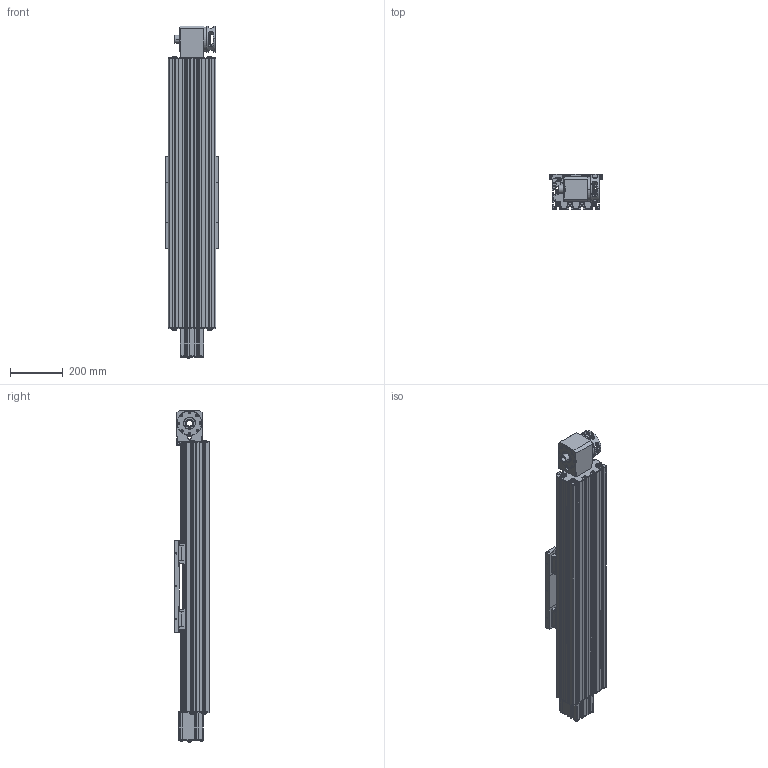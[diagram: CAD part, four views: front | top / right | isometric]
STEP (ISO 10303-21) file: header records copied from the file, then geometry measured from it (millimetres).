
FILE_DESCRIPTION (( 'STEP AP203' ), '1' );
FILE_NAME ('814.HHL.XXXX.STEP', '2016-12-12T14:48:35', ( 'Utente' ), ( '' ), 'SwSTEP 2.0', 'SolidWorks 2016', '' );
FILE_SCHEMA (( 'CONFIG_CONTROL_DESIGN' ));
Length unit declared in the file: millimetre
Products named in the file (1): 814.HHL.XXXX
Bounding box: 200 x 135 x 1258.75 mm (x, y, z)
Surface area: 1428959.1 mm2 (no closed solid volume)
Topology: 0 solids, 218 shells, 2213 faces, 10074 edges, 7803 vertices
Faces by surface type: plane 1269, cylinder 699, torus 126, cone 88, bspline 31
Entity records: 109205 total; most frequent: CARTESIAN_POINT 27143, DIRECTION 17845, ORIENTED_EDGE 14402, EDGE_CURVE 10064, VERTEX_POINT 7803, LINE 6075, VECTOR 6075, AXIS2_PLACEMENT_3D 5885
